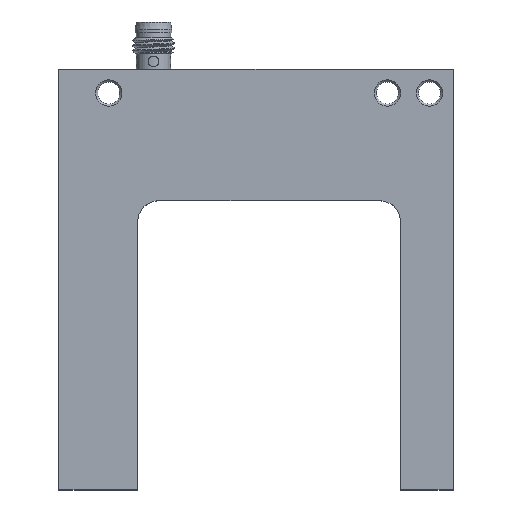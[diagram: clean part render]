
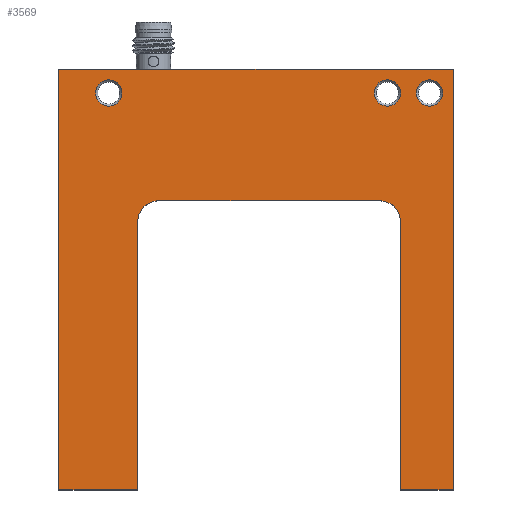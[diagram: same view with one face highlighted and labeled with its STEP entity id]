
A CAD part, top view. The second image highlights one B-rep face of the part: STEP entity #3569.
In plain terms, the highlighted planar face has unit normal (0, 0, 1).
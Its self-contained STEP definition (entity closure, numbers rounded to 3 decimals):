
#3046 = VERTEX_POINT ( 'NONE', #3053 ) ;
#3047 = VERTEX_POINT ( 'NONE', #3120 ) ;
#3053 = CARTESIAN_POINT ( 'NONE',  ( -14., -25., 0. ) ) ;
#3120 = CARTESIAN_POINT ( 'NONE',  ( -56., -25., 0. ) ) ;
#3179 = VERTEX_POINT ( 'NONE', #4280 ) ;
#3180 = VERTEX_POINT ( 'NONE', #4259 ) ;
#3225 = VERTEX_POINT ( 'NONE', #4401 ) ;
#3230 = EDGE_CURVE ( 'NONE', #3046, #3047, #4244, .T. ) ;
#3235 = EDGE_CURVE ( 'NONE', #3505, #3046, #4215, .T. ) ;
#3245 = VERTEX_POINT ( 'NONE', #4201 ) ;
#3262 = EDGE_CURVE ( 'NONE', #3245, #3505, #4177, .T. ) ;
#3296 = EDGE_CURVE ( 'NONE', #3179, #3180, #4791, .T. ) ;
#3321 = VERTEX_POINT ( 'NONE', #4717 ) ;
#3334 = EDGE_CURVE ( 'NONE', #3336, #3466, #4749, .T. ) ;
#3336 = VERTEX_POINT ( 'NONE', #4630 ) ;
#3339 = VERTEX_POINT ( 'NONE', #4610 ) ;
#3395 = EDGE_CURVE ( 'NONE', #3339, #3321, #5106, .T. ) ;
#3466 = VERTEX_POINT ( 'NONE', #5480 ) ;
#3505 = VERTEX_POINT ( 'NONE', #5264 ) ;
#3513 = EDGE_CURVE ( 'NONE', #3180, #3179, #5284, .T. ) ;
#3517 = VERTEX_POINT ( 'NONE', #5321 ) ;
#3520 = EDGE_CURVE ( 'NONE', #3517, #3622, #5635, .T. ) ;
#3531 = VERTEX_POINT ( 'NONE', #5530 ) ;
#3539 = VERTEX_POINT ( 'NONE', #5468 ) ;
#3541 = EDGE_CURVE ( 'NONE', #3531, #3517, #5602, .T. ) ;
#3569 = ADVANCED_FACE ( 'NONE', ( #6033, #6021, #6019, #6010 ), #6027, .F. ) ;
#3570 = ORIENTED_EDGE ( 'NONE', *, *, #4026, .T. ) ;
#3572 = EDGE_LOOP ( 'NONE', ( #3847, #4043 ) ) ;
#3580 = EDGE_CURVE ( 'NONE', #3047, #3539, #5845, .T. ) ;
#3597 = VERTEX_POINT ( 'NONE', #5832 ) ;
#3604 = EDGE_CURVE ( 'NONE', #3225, #3245, #5701, .T. ) ;
#3622 = VERTEX_POINT ( 'NONE', #6266 ) ;
#3660 = EDGE_LOOP ( 'NONE', ( #3832, #3570 ) ) ;
#3661 = EDGE_CURVE ( 'NONE', #3466, #3336, #6133, .T. ) ;
#3688 = EDGE_CURVE ( 'NONE', #3597, #3225, #6318, .T. ) ;
#3756 = EDGE_CURVE ( 'NONE', #3539, #3531, #6644, .T. ) ;
#3796 = EDGE_CURVE ( 'NONE', #3622, #3597, #6389, .T. ) ;
#3811 = ORIENTED_EDGE ( 'NONE', *, *, #3520, .F. ) ;
#3817 = ORIENTED_EDGE ( 'NONE', *, *, #3604, .F. ) ;
#3818 = ORIENTED_EDGE ( 'NONE', *, *, #3756, .F. ) ;
#3819 = ORIENTED_EDGE ( 'NONE', *, *, #3513, .T. ) ;
#3832 = ORIENTED_EDGE ( 'NONE', *, *, #3395, .T. ) ;
#3847 = ORIENTED_EDGE ( 'NONE', *, *, #3334, .T. ) ;
#3856 = ORIENTED_EDGE ( 'NONE', *, *, #3580, .F. ) ;
#3858 = ORIENTED_EDGE ( 'NONE', *, *, #3796, .F. ) ;
#3859 = ORIENTED_EDGE ( 'NONE', *, *, #3235, .F. ) ;
#3860 = EDGE_LOOP ( 'NONE', ( #3856, #3889, #3859, #3888, #3817, #3887, #3858, #3811, #3868, #3818 ) ) ;
#3868 = ORIENTED_EDGE ( 'NONE', *, *, #3541, .F. ) ;
#3886 = ORIENTED_EDGE ( 'NONE', *, *, #3296, .T. ) ;
#3887 = ORIENTED_EDGE ( 'NONE', *, *, #3688, .F. ) ;
#3888 = ORIENTED_EDGE ( 'NONE', *, *, #3262, .F. ) ;
#3889 = ORIENTED_EDGE ( 'NONE', *, *, #3230, .F. ) ;
#4026 = EDGE_CURVE ( 'NONE', #3321, #3339, #7028, .T. ) ;
#4042 = EDGE_LOOP ( 'NONE', ( #3886, #3819 ) ) ;
#4043 = ORIENTED_EDGE ( 'NONE', *, *, #3661, .T. ) ;
#4069 = DIRECTION ( 'NONE',  ( 0., 1., 0. ) ) ;
#4070 = VECTOR ( 'NONE', #4069, 1000. ) ;
#4071 = CARTESIAN_POINT ( 'NONE',  ( -10., -80., 0. ) ) ;
#4177 = LINE ( 'NONE', #4071, #4070 ) ;
#4191 = DIRECTION ( 'NONE',  ( 0., -1., 0. ) ) ;
#4192 = DIRECTION ( 'NONE',  ( 0., 0., 1. ) ) ;
#4193 = CARTESIAN_POINT ( 'NONE',  ( -14., -29., 0. ) ) ;
#4201 = CARTESIAN_POINT ( 'NONE',  ( -10., -80., 0. ) ) ;
#4215 = CIRCLE ( 'NONE', #4248, 4. ) ;
#4239 = DIRECTION ( 'NONE',  ( -1., 0., 0. ) ) ;
#4240 = VECTOR ( 'NONE', #4239, 1000. ) ;
#4242 = CARTESIAN_POINT ( 'NONE',  ( -56., -25., 0. ) ) ;
#4244 = LINE ( 'NONE', #4242, #4240 ) ;
#4248 = AXIS2_PLACEMENT_3D ( 'NONE', #4193, #4192, #4191 ) ;
#4259 = CARTESIAN_POINT ( 'NONE',  ( -65.5, -2., 0. ) ) ;
#4280 = CARTESIAN_POINT ( 'NONE',  ( -65.5, -7., 0. ) ) ;
#4401 = CARTESIAN_POINT ( 'NONE',  ( 0., -80., 0. ) ) ;
#4610 = CARTESIAN_POINT ( 'NONE',  ( -4.5, -7., 0. ) ) ;
#4616 = DIRECTION ( 'NONE',  ( 0., 1., 0. ) ) ;
#4619 = DIRECTION ( 'NONE',  ( 0., 0., -1. ) ) ;
#4621 = AXIS2_PLACEMENT_3D ( 'NONE', #4721, #4619, #4616 ) ;
#4630 = CARTESIAN_POINT ( 'NONE',  ( -12.5, -7., 0. ) ) ;
#4717 = CARTESIAN_POINT ( 'NONE',  ( -4.5, -2., 0. ) ) ;
#4721 = CARTESIAN_POINT ( 'NONE',  ( -12.5, -4.5, 0. ) ) ;
#4742 = DIRECTION ( 'NONE',  ( 0., 1., 0. ) ) ;
#4743 = DIRECTION ( 'NONE',  ( 0., 0., -1. ) ) ;
#4744 = CARTESIAN_POINT ( 'NONE',  ( -65.5, -4.5, 0. ) ) ;
#4749 = CIRCLE ( 'NONE', #4621, 2.5 ) ;
#4753 = AXIS2_PLACEMENT_3D ( 'NONE', #4744, #4743, #4742 ) ;
#4791 = CIRCLE ( 'NONE', #4753, 2.5 ) ;
#5083 = DIRECTION ( 'NONE',  ( 0., 1., 0. ) ) ;
#5084 = DIRECTION ( 'NONE',  ( 0., 0., -1. ) ) ;
#5106 = CIRCLE ( 'NONE', #5112, 2.5 ) ;
#5112 = AXIS2_PLACEMENT_3D ( 'NONE', #5207, #5084, #5083 ) ;
#5207 = CARTESIAN_POINT ( 'NONE',  ( -4.5, -4.5, 0. ) ) ;
#5264 = CARTESIAN_POINT ( 'NONE',  ( -10., -29., 0. ) ) ;
#5284 = CIRCLE ( 'NONE', #5354, 2.5 ) ;
#5313 = DIRECTION ( 'NONE',  ( 0., 0., -1. ) ) ;
#5318 = CARTESIAN_POINT ( 'NONE',  ( -65.5, -4.5, 0. ) ) ;
#5321 = CARTESIAN_POINT ( 'NONE',  ( -75., -80., 0. ) ) ;
#5354 = AXIS2_PLACEMENT_3D ( 'NONE', #5318, #5313, #5666 ) ;
#5453 = DIRECTION ( 'NONE',  ( -1., 0., 0. ) ) ;
#5454 = VECTOR ( 'NONE', #5453, 1000. ) ;
#5468 = CARTESIAN_POINT ( 'NONE',  ( -60., -29., 0. ) ) ;
#5480 = CARTESIAN_POINT ( 'NONE',  ( -12.5, -2., 0. ) ) ;
#5530 = CARTESIAN_POINT ( 'NONE',  ( -60., -80., 0. ) ) ;
#5601 = CARTESIAN_POINT ( 'NONE',  ( -75., -80., 0. ) ) ;
#5602 = LINE ( 'NONE', #5601, #5454 ) ;
#5625 = DIRECTION ( 'NONE',  ( 0., 1., 0. ) ) ;
#5626 = VECTOR ( 'NONE', #5625, 1000. ) ;
#5635 = LINE ( 'NONE', #5659, #5626 ) ;
#5659 = CARTESIAN_POINT ( 'NONE',  ( -75., -80., 0. ) ) ;
#5666 = DIRECTION ( 'NONE',  ( 0., 1., 0. ) ) ;
#5694 = DIRECTION ( 'NONE',  ( -1., 0., 0. ) ) ;
#5695 = VECTOR ( 'NONE', #5694, 1000. ) ;
#5698 = CARTESIAN_POINT ( 'NONE',  ( -10., -80., 0. ) ) ;
#5701 = LINE ( 'NONE', #5698, #5695 ) ;
#5832 = CARTESIAN_POINT ( 'NONE',  ( 0., 0., 0. ) ) ;
#5841 = DIRECTION ( 'NONE',  ( 0., 1., 0. ) ) ;
#5842 = DIRECTION ( 'NONE',  ( 0., 0., 1. ) ) ;
#5843 = CARTESIAN_POINT ( 'NONE',  ( -56., -29., 0. ) ) ;
#5844 = AXIS2_PLACEMENT_3D ( 'NONE', #5843, #5842, #5841 ) ;
#5845 = CIRCLE ( 'NONE', #5844, 4. ) ;
#5856 = DIRECTION ( 'NONE',  ( 0., 1., 0. ) ) ;
#5857 = DIRECTION ( 'NONE',  ( 0., 0., -1. ) ) ;
#5859 = CARTESIAN_POINT ( 'NONE',  ( -56., -29., 0. ) ) ;
#6010 = FACE_OUTER_BOUND ( 'NONE', #3860, .T. ) ;
#6018 = AXIS2_PLACEMENT_3D ( 'NONE', #5859, #5857, #5856 ) ;
#6019 = FACE_BOUND ( 'NONE', #4042, .T. ) ;
#6021 = FACE_BOUND ( 'NONE', #3572, .T. ) ;
#6027 = PLANE ( 'NONE',  #6018 ) ;
#6033 = FACE_BOUND ( 'NONE', #3660, .T. ) ;
#6094 = DIRECTION ( 'NONE',  ( 0., 1., 0. ) ) ;
#6095 = AXIS2_PLACEMENT_3D ( 'NONE', #6120, #6123, #6094 ) ;
#6120 = CARTESIAN_POINT ( 'NONE',  ( -12.5, -4.5, 0. ) ) ;
#6123 = DIRECTION ( 'NONE',  ( 0., 0., -1. ) ) ;
#6133 = CIRCLE ( 'NONE', #6095, 2.5 ) ;
#6266 = CARTESIAN_POINT ( 'NONE',  ( -75., 0., 0. ) ) ;
#6318 = LINE ( 'NONE', #6356, #6354 ) ;
#6353 = DIRECTION ( 'NONE',  ( 0., -1., 0. ) ) ;
#6354 = VECTOR ( 'NONE', #6353, 1000. ) ;
#6356 = CARTESIAN_POINT ( 'NONE',  ( 0., 0., 0. ) ) ;
#6388 = CARTESIAN_POINT ( 'NONE',  ( 0., 0., 0. ) ) ;
#6389 = LINE ( 'NONE', #6388, #6394 ) ;
#6394 = VECTOR ( 'NONE', #6500, 1000. ) ;
#6500 = DIRECTION ( 'NONE',  ( 1., 0., 0. ) ) ;
#6644 = LINE ( 'NONE', #6792, #6791 ) ;
#6790 = DIRECTION ( 'NONE',  ( 0., -1., 0. ) ) ;
#6791 = VECTOR ( 'NONE', #6790, 1000. ) ;
#6792 = CARTESIAN_POINT ( 'NONE',  ( -60., -29., 0. ) ) ;
#7027 = AXIS2_PLACEMENT_3D ( 'NONE', #7033, #7032, #7031 ) ;
#7028 = CIRCLE ( 'NONE', #7027, 2.5 ) ;
#7031 = DIRECTION ( 'NONE',  ( 0., 1., 0. ) ) ;
#7032 = DIRECTION ( 'NONE',  ( 0., 0., -1. ) ) ;
#7033 = CARTESIAN_POINT ( 'NONE',  ( -4.5, -4.5, 0. ) ) ;
